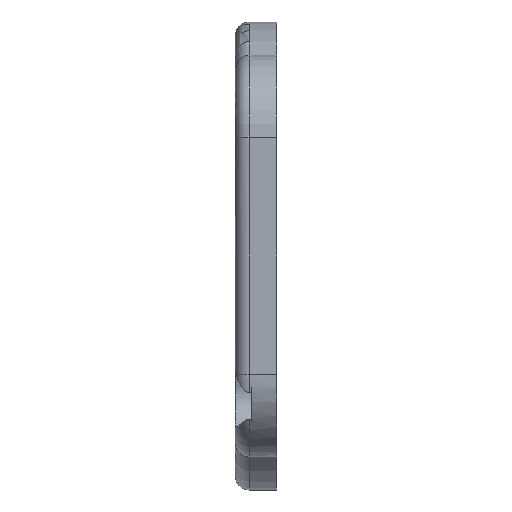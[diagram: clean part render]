
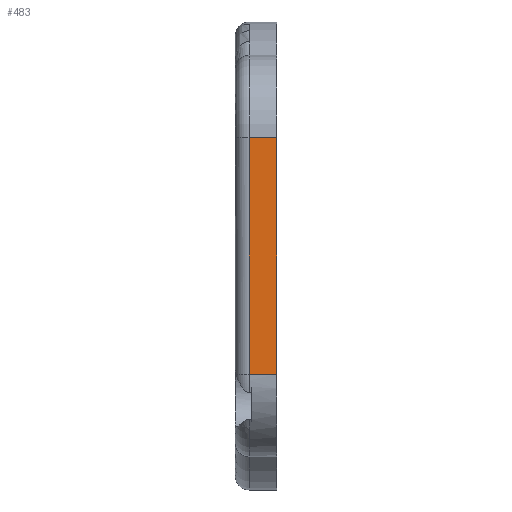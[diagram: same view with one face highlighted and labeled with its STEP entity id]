
A CAD part, left-side view. The second image highlights one B-rep face of the part: STEP entity #483.
In plain terms, the highlighted planar face has unit normal (-1, 0, 0).
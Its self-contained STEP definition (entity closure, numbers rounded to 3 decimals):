
#19 = CARTESIAN_POINT ( 'NONE',  ( -17.25, 73.9, 8.581 ) ) ;
#21 = LINE ( 'NONE', #874, #1229 ) ;
#57 = LINE ( 'NONE', #275, #1243 ) ;
#60 = EDGE_CURVE ( 'NONE', #1141, #114, #598, .T. ) ;
#106 = ORIENTED_EDGE ( 'NONE', *, *, #345, .T. ) ;
#114 = VERTEX_POINT ( 'NONE', #250 ) ;
#136 = CARTESIAN_POINT ( 'NONE',  ( -17.25, 74.9, -8.581 ) ) ;
#229 = LINE ( 'NONE', #879, #388 ) ;
#250 = CARTESIAN_POINT ( 'NONE',  ( -17.25, 71.9, 8.581 ) ) ;
#274 = EDGE_LOOP ( 'NONE', ( #400, #828, #106, #757 ) ) ;
#275 = CARTESIAN_POINT ( 'NONE',  ( -17.25, 73.9, -8.581 ) ) ;
#291 = VERTEX_POINT ( 'NONE', #19 ) ;
#332 = DIRECTION ( 'NONE',  ( 0., -1., 0. ) ) ;
#345 = EDGE_CURVE ( 'NONE', #710, #1141, #229, .T. ) ;
#388 = VECTOR ( 'NONE', #976, 1000. ) ;
#400 = ORIENTED_EDGE ( 'NONE', *, *, #994, .F. ) ;
#433 = DIRECTION ( 'NONE',  ( 0., 0., -1. ) ) ;
#473 = VECTOR ( 'NONE', #835, 1000. ) ;
#483 = ADVANCED_FACE ( 'NONE', ( #536 ), #962, .F. ) ;
#536 = FACE_OUTER_BOUND ( 'NONE', #274, .T. ) ;
#598 = LINE ( 'NONE', #1022, #473 ) ;
#602 = CARTESIAN_POINT ( 'NONE',  ( -17.25, 73.9, -8.581 ) ) ;
#710 = VERTEX_POINT ( 'NONE', #602 ) ;
#746 = CARTESIAN_POINT ( 'NONE',  ( -17.25, 71.9, -8.581 ) ) ;
#757 = ORIENTED_EDGE ( 'NONE', *, *, #60, .T. ) ;
#828 = ORIENTED_EDGE ( 'NONE', *, *, #1099, .T. ) ;
#835 = DIRECTION ( 'NONE',  ( 0., 0., 1. ) ) ;
#861 = AXIS2_PLACEMENT_3D ( 'NONE', #136, #870, #433 ) ;
#870 = DIRECTION ( 'NONE',  ( 1., 0., 0. ) ) ;
#874 = CARTESIAN_POINT ( 'NONE',  ( -17.25, 74.9, 8.581 ) ) ;
#879 = CARTESIAN_POINT ( 'NONE',  ( -17.25, 74.9, -8.581 ) ) ;
#962 = PLANE ( 'NONE',  #861 ) ;
#976 = DIRECTION ( 'NONE',  ( 0., -1., 0. ) ) ;
#994 = EDGE_CURVE ( 'NONE', #291, #114, #21, .T. ) ;
#1022 = CARTESIAN_POINT ( 'NONE',  ( -17.25, 71.9, -8.581 ) ) ;
#1099 = EDGE_CURVE ( 'NONE', #291, #710, #57, .T. ) ;
#1138 = DIRECTION ( 'NONE',  ( 0., 0., -1. ) ) ;
#1141 = VERTEX_POINT ( 'NONE', #746 ) ;
#1229 = VECTOR ( 'NONE', #332, 1000. ) ;
#1243 = VECTOR ( 'NONE', #1138, 1000. ) ;
